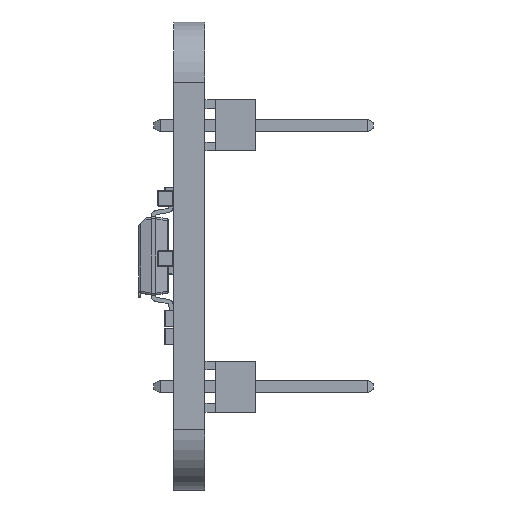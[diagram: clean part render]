
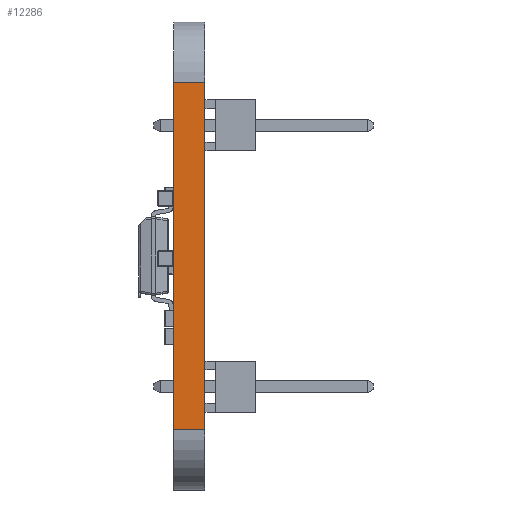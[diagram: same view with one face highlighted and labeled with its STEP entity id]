
A CAD part, left-side view. The second image highlights one B-rep face of the part: STEP entity #12286.
In plain terms, the highlighted planar face has unit normal (-1, 0, 0).
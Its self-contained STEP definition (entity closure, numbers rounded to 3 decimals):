
#1017 = CARTESIAN_POINT ( 'NONE',  ( -11.43, 0., -8.65 ) ) ;
#2572 = VERTEX_POINT ( 'NONE', #21556 ) ;
#2784 = ORIENTED_EDGE ( 'NONE', *, *, #32234, .T. ) ;
#3447 = LINE ( 'NONE', #16425, #17543 ) ;
#3800 = EDGE_LOOP ( 'NONE', ( #5765, #7437, #21684, #2784 ) ) ;
#5348 = PLANE ( 'NONE',  #22517 ) ;
#5499 = CARTESIAN_POINT ( 'NONE',  ( -11.43, 0., 8.65 ) ) ;
#5574 = EDGE_CURVE ( 'NONE', #2572, #30012, #7401, .T. ) ;
#5765 = ORIENTED_EDGE ( 'NONE', *, *, #5574, .T. ) ;
#7277 = DIRECTION ( 'NONE',  ( 1., 0., 0. ) ) ;
#7401 = LINE ( 'NONE', #34167, #18624 ) ;
#7437 = ORIENTED_EDGE ( 'NONE', *, *, #13261, .F. ) ;
#9289 = VERTEX_POINT ( 'NONE', #1017 ) ;
#10980 = LINE ( 'NONE', #5499, #30423 ) ;
#11998 = CARTESIAN_POINT ( 'NONE',  ( -11.43, 0., 8.65 ) ) ;
#12286 = ADVANCED_FACE ( 'NONE', ( #15877 ), #5348, .F. ) ;
#13261 = EDGE_CURVE ( 'NONE', #16125, #30012, #10980, .T. ) ;
#13543 = EDGE_CURVE ( 'NONE', #9289, #16125, #20528, .T. ) ;
#15877 = FACE_OUTER_BOUND ( 'NONE', #3800, .T. ) ;
#16125 = VERTEX_POINT ( 'NONE', #11998 ) ;
#16425 = CARTESIAN_POINT ( 'NONE',  ( -11.43, 0., -8.65 ) ) ;
#17522 = VECTOR ( 'NONE', #33437, 1000. ) ;
#17543 = VECTOR ( 'NONE', #27196, 1000. ) ;
#18624 = VECTOR ( 'NONE', #26393, 1000. ) ;
#20528 = LINE ( 'NONE', #22620, #17522 ) ;
#21556 = CARTESIAN_POINT ( 'NONE',  ( -11.43, -1.55, -8.65 ) ) ;
#21684 = ORIENTED_EDGE ( 'NONE', *, *, #13543, .F. ) ;
#22175 = DIRECTION ( 'NONE',  ( 0., -1., 0. ) ) ;
#22517 = AXIS2_PLACEMENT_3D ( 'NONE', #29094, #7277, #26460 ) ;
#22620 = CARTESIAN_POINT ( 'NONE',  ( -11.43, 0., -4.325 ) ) ;
#26393 = DIRECTION ( 'NONE',  ( 0., 0., 1. ) ) ;
#26460 = DIRECTION ( 'NONE',  ( 0., 1., 0. ) ) ;
#27196 = DIRECTION ( 'NONE',  ( 0., -1., 0. ) ) ;
#29094 = CARTESIAN_POINT ( 'NONE',  ( -11.43, 0., -8.65 ) ) ;
#30012 = VERTEX_POINT ( 'NONE', #34061 ) ;
#30423 = VECTOR ( 'NONE', #22175, 1000. ) ;
#32234 = EDGE_CURVE ( 'NONE', #9289, #2572, #3447, .T. ) ;
#33437 = DIRECTION ( 'NONE',  ( 0., 0., 1. ) ) ;
#34061 = CARTESIAN_POINT ( 'NONE',  ( -11.43, -1.55, 8.65 ) ) ;
#34167 = CARTESIAN_POINT ( 'NONE',  ( -11.43, -1.55, -4.325 ) ) ;
